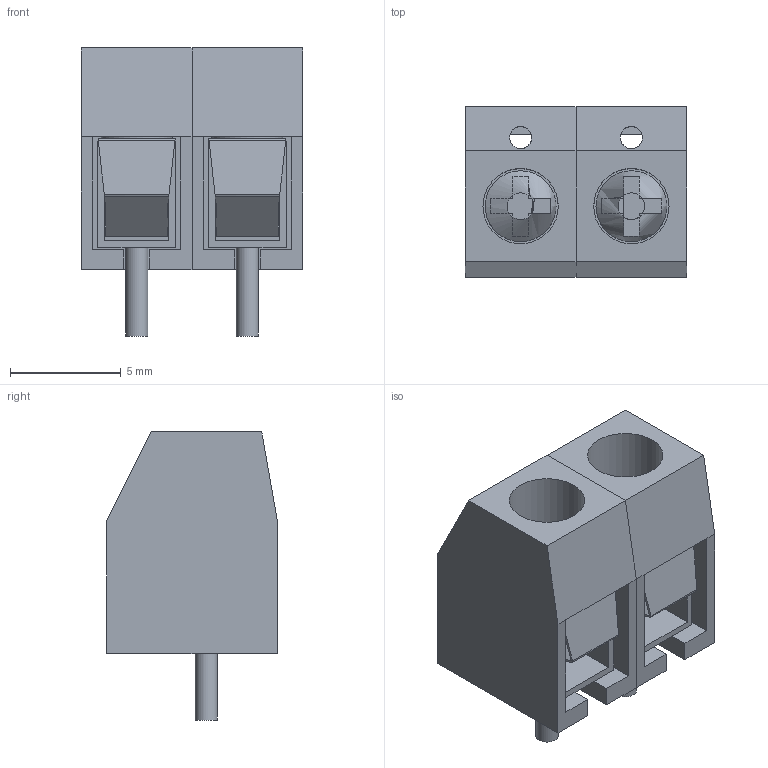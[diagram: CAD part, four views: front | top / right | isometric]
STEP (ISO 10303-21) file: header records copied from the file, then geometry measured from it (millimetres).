
FILE_DESCRIPTION(('FreeCAD Model'),'2;1');
FILE_NAME('Open CASCADE Shape Model','2021-06-30T17:11:37',( 'kicad StepUp'),('ksu MCAD'),'Open CASCADE STEP processor 7.5', 'FreeCAD','Unknown');
FILE_SCHEMA(('AUTOMOTIVE_DESIGN { 1 0 10303 214 1 1 1 1 }'));
Length unit declared in the file: millimetre
Products named in the file (1): Part_cp
Bounding box: 10 x 7.7 x 13 mm (x, y, z)
Volume: 444.7 mm3; surface area: 1422 mm2
Topology: 4 solids, 4 shells, 138 faces, 1138 edges, 1710 vertices
Faces by surface type: plane 120, cylinder 16, revolution 2
Full cylindrical faces by diameter (mm): 1 x4, 3.2 x2, 3.4 x2
Entity records: 14012 total; most frequent: CARTESIAN_POINT 4291, DIRECTION 1462, LINE 906, VECTOR 906, ORIENTED_EDGE 748, GEOMETRIC_CURVE_SET 748, TRIMMED_CURVE 748, EDGE_CURVE 374
